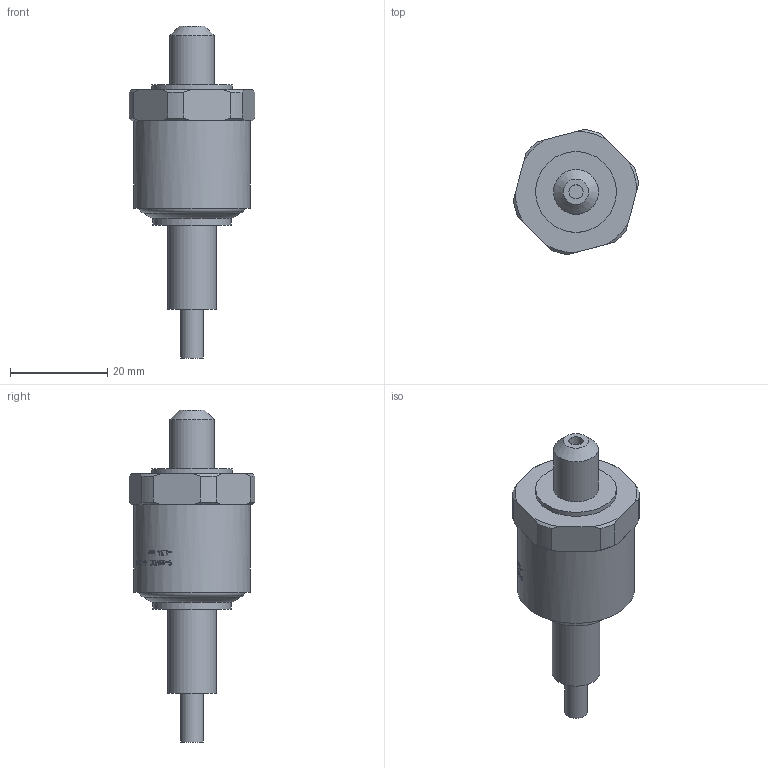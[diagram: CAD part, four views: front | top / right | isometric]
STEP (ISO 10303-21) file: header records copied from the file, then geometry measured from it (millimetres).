
FILE_DESCRIPTION(('TFLEX Exchange Step'),'2;1');
FILE_NAME('-ДД 420.stp', '2024-06-11T15:16:08+03:00',('RUCO2978'),('Unknown organisation'),'TFLEX Exchange 2022.1','T-FLEX CAD','Unknown authorisation');
FILE_SCHEMA( ('AP242_MANAGED_MODEL_BASED_3D_ENGINEERING_MIM_LF {1 0 10303 442 1 1 4 }') );
Length unit declared in the file: millimetre
Products named in the file (1): Nodes
Bounding box: 25.77 x 25.77 x 68.24 mm (x, y, z)
Volume: 14556.6 mm3; surface area: 4729.8 mm2
Topology: 24 solids, 24 shells, 423 faces, 1110 edges, 741 vertices
Faces by surface type: bspline 217, plane 134, cylinder 57, cone 13, torus 2
Full cylindrical faces by diameter (mm): 2.9 x1, 4.6 x1, 9.2 x1, 9.9 x1, 16.04 x1, 16.6 x1, 24.001 x1
Entity records: 14852 total; most frequent: CARTESIAN_POINT 5907, ORIENTED_EDGE 2200, EDGE_CURVE 1100, DIRECTION 1012, VERTEX_POINT 741, B_SPLINE_CURVE_WITH_KNOTS 693, EDGE_LOOP 451, FACE_BOUND 451
